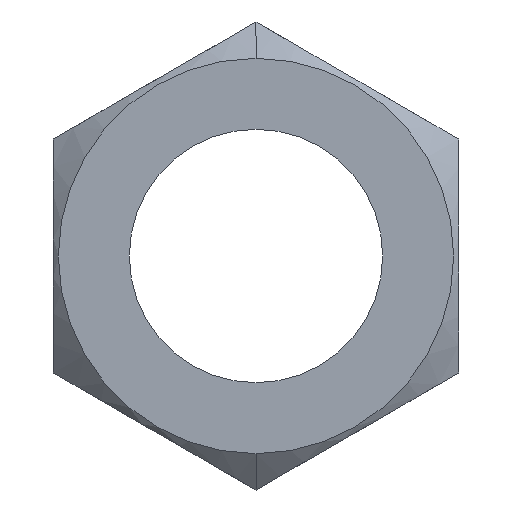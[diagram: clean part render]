
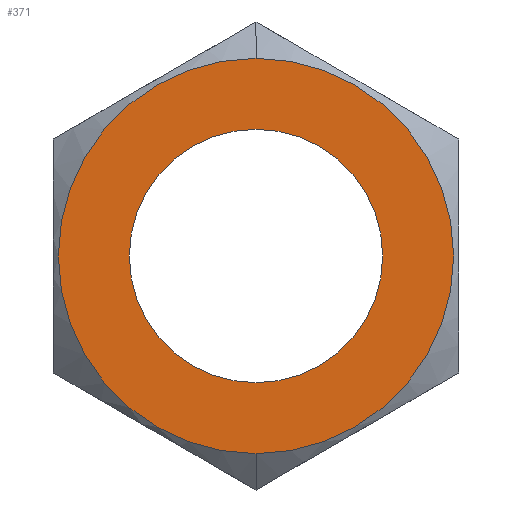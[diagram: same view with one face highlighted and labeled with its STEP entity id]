
A CAD part, front view. The second image highlights one B-rep face of the part: STEP entity #371.
In plain terms, the highlighted planar face has unit normal (0, -1, 0).
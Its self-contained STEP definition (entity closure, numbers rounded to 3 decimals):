
#11 = EDGE_LOOP ( 'NONE', ( #380, #349 ) ) ;
#18 = EDGE_CURVE ( 'NONE', #514, #377, #373, .T. ) ;
#61 = CARTESIAN_POINT ( 'NONE',  ( 0., 0., -10. ) ) ;
#72 = CARTESIAN_POINT ( 'NONE',  ( 0., 0., 15.603 ) ) ;
#73 = EDGE_LOOP ( 'NONE', ( #193, #141 ) ) ;
#104 = PLANE ( 'NONE',  #150 ) ;
#107 = DIRECTION ( 'NONE',  ( 0., 0., 1. ) ) ;
#113 = DIRECTION ( 'NONE',  ( 0., 0., -1. ) ) ;
#124 = CARTESIAN_POINT ( 'NONE',  ( 0., 0., -15.603 ) ) ;
#131 = CIRCLE ( 'NONE', #363, 15.603 ) ;
#132 = EDGE_CURVE ( 'NONE', #290, #445, #131, .T. ) ;
#141 = ORIENTED_EDGE ( 'NONE', *, *, #329, .T. ) ;
#150 = AXIS2_PLACEMENT_3D ( 'NONE', #151, #260, #437 ) ;
#151 = CARTESIAN_POINT ( 'NONE',  ( 0., 0., 0. ) ) ;
#158 = DIRECTION ( 'NONE',  ( 0., 1., 0. ) ) ;
#175 = AXIS2_PLACEMENT_3D ( 'NONE', #402, #443, #228 ) ;
#190 = CARTESIAN_POINT ( 'NONE',  ( 0., 0., 0. ) ) ;
#193 = ORIENTED_EDGE ( 'NONE', *, *, #132, .T. ) ;
#195 = CARTESIAN_POINT ( 'NONE',  ( 0., 0., 0. ) ) ;
#206 = CARTESIAN_POINT ( 'NONE',  ( 0., 0., 10. ) ) ;
#228 = DIRECTION ( 'NONE',  ( 0., 0., 1. ) ) ;
#231 = DIRECTION ( 'NONE',  ( 0., -1., 0. ) ) ;
#260 = DIRECTION ( 'NONE',  ( 0., 1., 0. ) ) ;
#279 = DIRECTION ( 'NONE',  ( 0., 0., -1. ) ) ;
#285 = DIRECTION ( 'NONE',  ( 0., -1., 0. ) ) ;
#290 = VERTEX_POINT ( 'NONE', #72 ) ;
#329 = EDGE_CURVE ( 'NONE', #445, #290, #420, .T. ) ;
#346 = EDGE_CURVE ( 'NONE', #377, #514, #410, .T. ) ;
#349 = ORIENTED_EDGE ( 'NONE', *, *, #18, .T. ) ;
#350 = FACE_OUTER_BOUND ( 'NONE', #73, .T. ) ;
#363 = AXIS2_PLACEMENT_3D ( 'NONE', #418, #285, #279 ) ;
#371 = ADVANCED_FACE ( 'NONE', ( #476, #350 ), #104, .F. ) ;
#373 = CIRCLE ( 'NONE', #512, 10. ) ;
#377 = VERTEX_POINT ( 'NONE', #61 ) ;
#380 = ORIENTED_EDGE ( 'NONE', *, *, #346, .T. ) ;
#402 = CARTESIAN_POINT ( 'NONE',  ( 0., 0., 0. ) ) ;
#410 = CIRCLE ( 'NONE', #175, 10. ) ;
#418 = CARTESIAN_POINT ( 'NONE',  ( 0., 0., 0. ) ) ;
#420 = CIRCLE ( 'NONE', #466, 15.603 ) ;
#437 = DIRECTION ( 'NONE',  ( 0., 0., 1. ) ) ;
#443 = DIRECTION ( 'NONE',  ( 0., 1., 0. ) ) ;
#445 = VERTEX_POINT ( 'NONE', #124 ) ;
#466 = AXIS2_PLACEMENT_3D ( 'NONE', #190, #231, #113 ) ;
#476 = FACE_BOUND ( 'NONE', #11, .T. ) ;
#512 = AXIS2_PLACEMENT_3D ( 'NONE', #195, #158, #107 ) ;
#514 = VERTEX_POINT ( 'NONE', #206 ) ;
